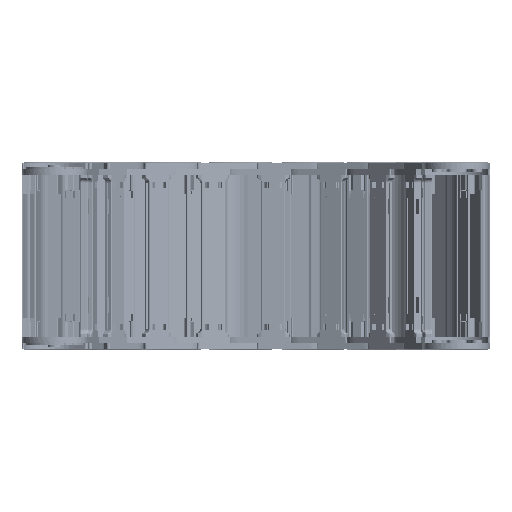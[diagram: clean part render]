
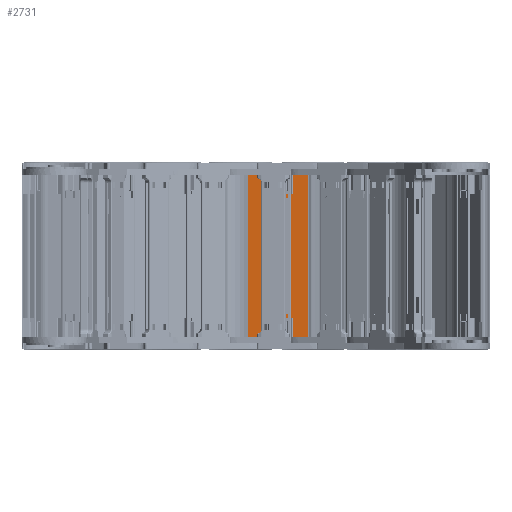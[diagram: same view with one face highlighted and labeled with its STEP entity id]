
A CAD part, left-side view. The second image highlights one B-rep face of the part: STEP entity #2731.
In plain terms, the highlighted face is planar.
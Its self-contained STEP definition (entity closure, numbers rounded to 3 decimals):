
#135 = DIRECTION ( 'NONE',  ( 0., 0., -1. ) ) ;
#340 = VECTOR ( 'NONE', #31055, 1000. ) ;
#760 = ORIENTED_EDGE ( 'NONE', *, *, #18598, .T. ) ;
#927 = ORIENTED_EDGE ( 'NONE', *, *, #36689, .T. ) ;
#1235 = EDGE_LOOP ( 'NONE', ( #24869, #32147, #760, #29238, #31384, #29132, #8344, #17337, #23264, #29925, #38140, #927 ) ) ;
#1236 = EDGE_CURVE ( 'NONE', #8873, #6895, #32135, .T. ) ;
#1297 = DIRECTION ( 'NONE',  ( 1., 0., 0. ) ) ;
#1316 = CARTESIAN_POINT ( 'NONE',  ( 24.49, -39.416, -35.055 ) ) ;
#2534 = VECTOR ( 'NONE', #36518, 1000. ) ;
#2731 = ADVANCED_FACE ( 'NONE', ( #5850 ), #15628, .F. ) ;
#2833 = CARTESIAN_POINT ( 'NONE',  ( 24.49, -39.416, -235.455 ) ) ;
#2972 = CARTESIAN_POINT ( 'NONE',  ( 43.49, -39.416, -235.455 ) ) ;
#4846 = CARTESIAN_POINT ( 'NONE',  ( 18.49, -39.416, -35.055 ) ) ;
#5502 = CARTESIAN_POINT ( 'NONE',  ( 43.49, -39.416, -35.055 ) ) ;
#5850 = FACE_OUTER_BOUND ( 'NONE', #1235, .T. ) ;
#6895 = VERTEX_POINT ( 'NONE', #11988 ) ;
#7246 = LINE ( 'NONE', #4846, #340 ) ;
#7365 = CARTESIAN_POINT ( 'NONE',  ( -13.51, -39.416, -235.455 ) ) ;
#8344 = ORIENTED_EDGE ( 'NONE', *, *, #37725, .T. ) ;
#8373 = VECTOR ( 'NONE', #14693, 1000. ) ;
#8873 = VERTEX_POINT ( 'NONE', #14488 ) ;
#8931 = VECTOR ( 'NONE', #21298, 1000. ) ;
#9203 = EDGE_CURVE ( 'NONE', #24546, #6895, #30899, .T. ) ;
#9980 = CARTESIAN_POINT ( 'NONE',  ( 18.49, -39.416, -235.455 ) ) ;
#10291 = LINE ( 'NONE', #17740, #17165 ) ;
#11028 = CARTESIAN_POINT ( 'NONE',  ( -33.072, -39.416, -235.455 ) ) ;
#11203 = CARTESIAN_POINT ( 'NONE',  ( 18.49, -39.416, -210.735 ) ) ;
#11761 = VERTEX_POINT ( 'NONE', #2972 ) ;
#11988 = CARTESIAN_POINT ( 'NONE',  ( -33.072, -39.416, -35.055 ) ) ;
#12357 = CARTESIAN_POINT ( 'NONE',  ( 18.49, -39.416, -212.735 ) ) ;
#13130 = CARTESIAN_POINT ( 'NONE',  ( 4.49, -39.416, -57.805 ) ) ;
#13270 = DIRECTION ( 'NONE',  ( -1., 0., 0. ) ) ;
#13421 = DIRECTION ( 'NONE',  ( 1., 0., 0. ) ) ;
#13860 = EDGE_CURVE ( 'NONE', #26191, #20036, #36155, .T. ) ;
#14488 = CARTESIAN_POINT ( 'NONE',  ( -13.51, -39.416, -35.055 ) ) ;
#14693 = DIRECTION ( 'NONE',  ( 0., 0., 1. ) ) ;
#14695 = VECTOR ( 'NONE', #17346, 1000. ) ;
#15628 = PLANE ( 'NONE',  #37514 ) ;
#16558 = VERTEX_POINT ( 'NONE', #12357 ) ;
#17165 = VECTOR ( 'NONE', #135, 1000. ) ;
#17337 = ORIENTED_EDGE ( 'NONE', *, *, #33894, .T. ) ;
#17346 = DIRECTION ( 'NONE',  ( 0., 0., 1. ) ) ;
#17740 = CARTESIAN_POINT ( 'NONE',  ( -13.51, -39.416, -235.455 ) ) ;
#18332 = CARTESIAN_POINT ( 'NONE',  ( 24.49, -39.416, -35.055 ) ) ;
#18580 = CARTESIAN_POINT ( 'NONE',  ( 24.49, -39.416, -43.799 ) ) ;
#18598 = EDGE_CURVE ( 'NONE', #8873, #26191, #31040, .T. ) ;
#18735 = VECTOR ( 'NONE', #29049, 1000. ) ;
#19002 = DIRECTION ( 'NONE',  ( -1., 0., 0. ) ) ;
#20036 = VERTEX_POINT ( 'NONE', #23253 ) ;
#21298 = DIRECTION ( 'NONE',  ( -1., 0., 0. ) ) ;
#22041 = LINE ( 'NONE', #11203, #14695 ) ;
#22141 = LINE ( 'NONE', #30940, #36847 ) ;
#22553 = VERTEX_POINT ( 'NONE', #32759 ) ;
#23172 = EDGE_CURVE ( 'NONE', #29979, #16558, #22041, .T. ) ;
#23253 = CARTESIAN_POINT ( 'NONE',  ( 18.49, -39.416, -57.805 ) ) ;
#23264 = ORIENTED_EDGE ( 'NONE', *, *, #23172, .T. ) ;
#23347 = LINE ( 'NONE', #24232, #33443 ) ;
#24115 = LINE ( 'NONE', #18332, #8931 ) ;
#24232 = CARTESIAN_POINT ( 'NONE',  ( 24.49, -39.416, -212.735 ) ) ;
#24320 = VECTOR ( 'NONE', #13270, 1000. ) ;
#24546 = VERTEX_POINT ( 'NONE', #11028 ) ;
#24576 = EDGE_CURVE ( 'NONE', #20036, #24896, #7246, .T. ) ;
#24864 = EDGE_CURVE ( 'NONE', #22553, #16558, #23347, .T. ) ;
#24869 = ORIENTED_EDGE ( 'NONE', *, *, #9203, .T. ) ;
#24896 = VERTEX_POINT ( 'NONE', #25130 ) ;
#25130 = CARTESIAN_POINT ( 'NONE',  ( 18.49, -39.416, -35.055 ) ) ;
#25281 = DIRECTION ( 'NONE',  ( -1., 0., 0. ) ) ;
#26191 = VERTEX_POINT ( 'NONE', #34195 ) ;
#26523 = CARTESIAN_POINT ( 'NONE',  ( -33.072, -39.416, -43.799 ) ) ;
#26569 = LINE ( 'NONE', #2833, #18735 ) ;
#27809 = EDGE_CURVE ( 'NONE', #22553, #28084, #10291, .T. ) ;
#28084 = VERTEX_POINT ( 'NONE', #7365 ) ;
#29049 = DIRECTION ( 'NONE',  ( -1., 0., 0. ) ) ;
#29132 = ORIENTED_EDGE ( 'NONE', *, *, #32729, .F. ) ;
#29238 = ORIENTED_EDGE ( 'NONE', *, *, #13860, .T. ) ;
#29283 = VECTOR ( 'NONE', #1297, 1000. ) ;
#29925 = ORIENTED_EDGE ( 'NONE', *, *, #24864, .F. ) ;
#29979 = VERTEX_POINT ( 'NONE', #9980 ) ;
#30172 = LINE ( 'NONE', #36744, #37077 ) ;
#30899 = LINE ( 'NONE', #26523, #8373 ) ;
#30940 = CARTESIAN_POINT ( 'NONE',  ( 24.49, -39.416, -235.455 ) ) ;
#31040 = LINE ( 'NONE', #36396, #2534 ) ;
#31055 = DIRECTION ( 'NONE',  ( 0., 0., 1. ) ) ;
#31384 = ORIENTED_EDGE ( 'NONE', *, *, #24576, .T. ) ;
#32135 = LINE ( 'NONE', #1316, #24320 ) ;
#32147 = ORIENTED_EDGE ( 'NONE', *, *, #1236, .F. ) ;
#32729 = EDGE_CURVE ( 'NONE', #35163, #24896, #24115, .T. ) ;
#32759 = CARTESIAN_POINT ( 'NONE',  ( -13.51, -39.416, -212.735 ) ) ;
#33443 = VECTOR ( 'NONE', #13421, 1000. ) ;
#33500 = DIRECTION ( 'NONE',  ( 0., -1., 0. ) ) ;
#33894 = EDGE_CURVE ( 'NONE', #11761, #29979, #22141, .T. ) ;
#34195 = CARTESIAN_POINT ( 'NONE',  ( -13.51, -39.416, -57.805 ) ) ;
#35163 = VERTEX_POINT ( 'NONE', #5502 ) ;
#36155 = LINE ( 'NONE', #13130, #29283 ) ;
#36396 = CARTESIAN_POINT ( 'NONE',  ( -13.51, -39.416, -59.805 ) ) ;
#36480 = DIRECTION ( 'NONE',  ( 0., 0., -1. ) ) ;
#36518 = DIRECTION ( 'NONE',  ( 0., 0., -1. ) ) ;
#36689 = EDGE_CURVE ( 'NONE', #28084, #24546, #26569, .T. ) ;
#36744 = CARTESIAN_POINT ( 'NONE',  ( 43.49, -39.416, -43.799 ) ) ;
#36847 = VECTOR ( 'NONE', #19002, 1000. ) ;
#37077 = VECTOR ( 'NONE', #36480, 1000. ) ;
#37514 = AXIS2_PLACEMENT_3D ( 'NONE', #18580, #33500, #25281 ) ;
#37725 = EDGE_CURVE ( 'NONE', #35163, #11761, #30172, .T. ) ;
#38140 = ORIENTED_EDGE ( 'NONE', *, *, #27809, .T. ) ;
